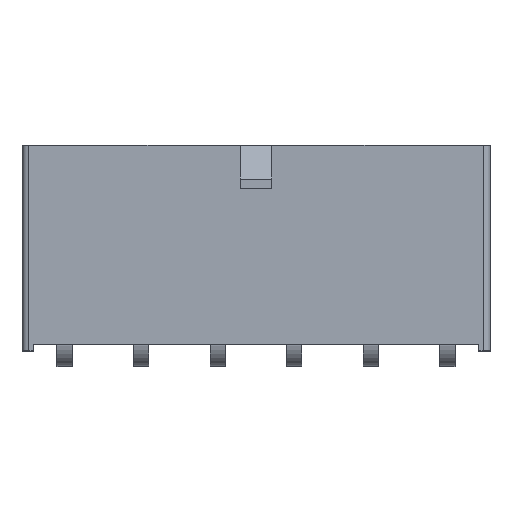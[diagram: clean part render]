
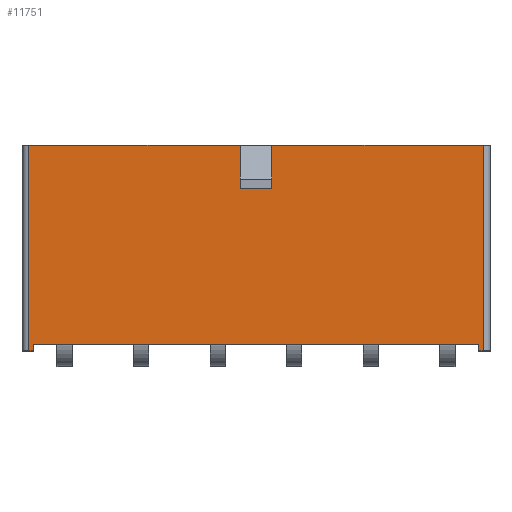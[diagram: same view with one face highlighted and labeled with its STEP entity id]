
A CAD part, top view. The second image highlights one B-rep face of the part: STEP entity #11751.
In plain terms, the highlighted planar face has unit normal (0, 0, 1).
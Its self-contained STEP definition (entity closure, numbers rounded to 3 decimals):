
#446=ORIENTED_EDGE('',*,*,#2800,.F.);
#447=ORIENTED_EDGE('',*,*,#2798,.T.);
#448=ORIENTED_EDGE('',*,*,#2801,.T.);
#449=ORIENTED_EDGE('',*,*,#2802,.T.);
#450=ORIENTED_EDGE('',*,*,#2803,.F.);
#451=ORIENTED_EDGE('',*,*,#2804,.F.);
#452=ORIENTED_EDGE('',*,*,#2805,.F.);
#453=ORIENTED_EDGE('',*,*,#2806,.T.);
#454=ORIENTED_EDGE('',*,*,#2807,.F.);
#455=ORIENTED_EDGE('',*,*,#2808,.F.);
#456=ORIENTED_EDGE('',*,*,#2809,.T.);
#457=ORIENTED_EDGE('',*,*,#2810,.F.);
#2798=EDGE_CURVE('',#3957,#3956,#4741,.T.);
#2800=EDGE_CURVE('',#3957,#3958,#4743,.T.);
#2801=EDGE_CURVE('',#3956,#3959,#4744,.T.);
#2802=EDGE_CURVE('',#3959,#3960,#4745,.T.);
#2803=EDGE_CURVE('',#3961,#3960,#4746,.T.);
#2804=EDGE_CURVE('',#3962,#3961,#4747,.T.);
#2805=EDGE_CURVE('',#3963,#3962,#4748,.T.);
#2806=EDGE_CURVE('',#3963,#3964,#4749,.T.);
#2807=EDGE_CURVE('',#3965,#3964,#4750,.T.);
#2808=EDGE_CURVE('',#3966,#3965,#4751,.T.);
#2809=EDGE_CURVE('',#3966,#3967,#4752,.T.);
#2810=EDGE_CURVE('',#3958,#3967,#4753,.T.);
#3956=VERTEX_POINT('',#15502);
#3957=VERTEX_POINT('',#15504);
#3958=VERTEX_POINT('',#15508);
#3959=VERTEX_POINT('',#15510);
#3960=VERTEX_POINT('',#15512);
#3961=VERTEX_POINT('',#15514);
#3962=VERTEX_POINT('',#15516);
#3963=VERTEX_POINT('',#15518);
#3964=VERTEX_POINT('',#15520);
#3965=VERTEX_POINT('',#15522);
#3966=VERTEX_POINT('',#15524);
#3967=VERTEX_POINT('',#15526);
#4741=LINE('',#15503,#5850);
#4743=LINE('',#15507,#5852);
#4744=LINE('',#15509,#5853);
#4745=LINE('',#15511,#5854);
#4746=LINE('',#15513,#5855);
#4747=LINE('',#15515,#5856);
#4748=LINE('',#15517,#5857);
#4749=LINE('',#15519,#5858);
#4750=LINE('',#15521,#5859);
#4751=LINE('',#15523,#5860);
#4752=LINE('',#15525,#5861);
#4753=LINE('',#15527,#5862);
#5850=VECTOR('',#13127,1000.);
#5852=VECTOR('',#13131,1000.);
#5853=VECTOR('',#13132,1000.);
#5854=VECTOR('',#13133,1000.);
#5855=VECTOR('',#13134,1000.);
#5856=VECTOR('',#13135,1000.);
#5857=VECTOR('',#13136,1000.);
#5858=VECTOR('',#13137,1000.);
#5859=VECTOR('',#13138,1000.);
#5860=VECTOR('',#13139,1000.);
#5861=VECTOR('',#13140,1000.);
#5862=VECTOR('',#13141,1000.);
#6827=EDGE_LOOP('',(#446,#447,#448,#449,#450,#451,#452,#453,#454,#455,#456,
#457));
#7348=FACE_BOUND('',#6827,.T.);
#7862=PLANE('',#12265);
#11751=ADVANCED_FACE('',(#7348),#7862,.F.);
#12265=AXIS2_PLACEMENT_3D('',#15506,#13129,#13130);
#13127=DIRECTION('',(0.,1.,0.));
#13129=DIRECTION('',(0.,0.,-1.));
#13130=DIRECTION('',(-1.,0.,0.));
#13131=DIRECTION('',(1.,0.,0.));
#13132=DIRECTION('',(-1.,0.,0.));
#13133=DIRECTION('',(0.,-1.,0.));
#13134=DIRECTION('',(-1.,0.,0.));
#13135=DIRECTION('',(0.,-1.,0.));
#13136=DIRECTION('',(-1.,0.,0.));
#13137=DIRECTION('',(0.,-1.,0.));
#13138=DIRECTION('',(-1.,0.,0.));
#13139=DIRECTION('',(0.,-1.,0.));
#13140=DIRECTION('',(-1.,0.,0.));
#13141=DIRECTION('',(0.,1.,0.));
#15502=CARTESIAN_POINT('',(-16.575,7.65,3.4));
#15503=CARTESIAN_POINT('',(-16.575,7.15,3.4));
#15504=CARTESIAN_POINT('',(-16.575,7.15,3.4));
#15506=CARTESIAN_POINT('',(17.425,7.65,3.4));
#15507=CARTESIAN_POINT('',(-16.575,7.15,3.4));
#15508=CARTESIAN_POINT('',(16.575,7.15,3.4));
#15509=CARTESIAN_POINT('',(17.425,7.65,3.4));
#15510=CARTESIAN_POINT('',(-16.925,7.65,3.4));
#15511=CARTESIAN_POINT('',(-16.925,7.65,3.4));
#15512=CARTESIAN_POINT('',(-16.925,-7.65,3.4));
#15513=CARTESIAN_POINT('',(17.425,-7.65,3.4));
#15514=CARTESIAN_POINT('',(-1.175,-7.65,3.4));
#15515=CARTESIAN_POINT('',(-1.175,-4.65,3.4));
#15516=CARTESIAN_POINT('',(-1.175,-4.65,3.4));
#15517=CARTESIAN_POINT('',(1.175,-4.65,3.4));
#15518=CARTESIAN_POINT('',(1.175,-4.65,3.4));
#15519=CARTESIAN_POINT('',(1.175,-4.65,3.4));
#15520=CARTESIAN_POINT('',(1.175,-7.65,3.4));
#15521=CARTESIAN_POINT('',(17.425,-7.65,3.4));
#15522=CARTESIAN_POINT('',(16.925,-7.65,3.4));
#15523=CARTESIAN_POINT('',(16.925,7.65,3.4));
#15524=CARTESIAN_POINT('',(16.925,7.65,3.4));
#15525=CARTESIAN_POINT('',(17.425,7.65,3.4));
#15526=CARTESIAN_POINT('',(16.575,7.65,3.4));
#15527=CARTESIAN_POINT('',(16.575,7.15,3.4));
